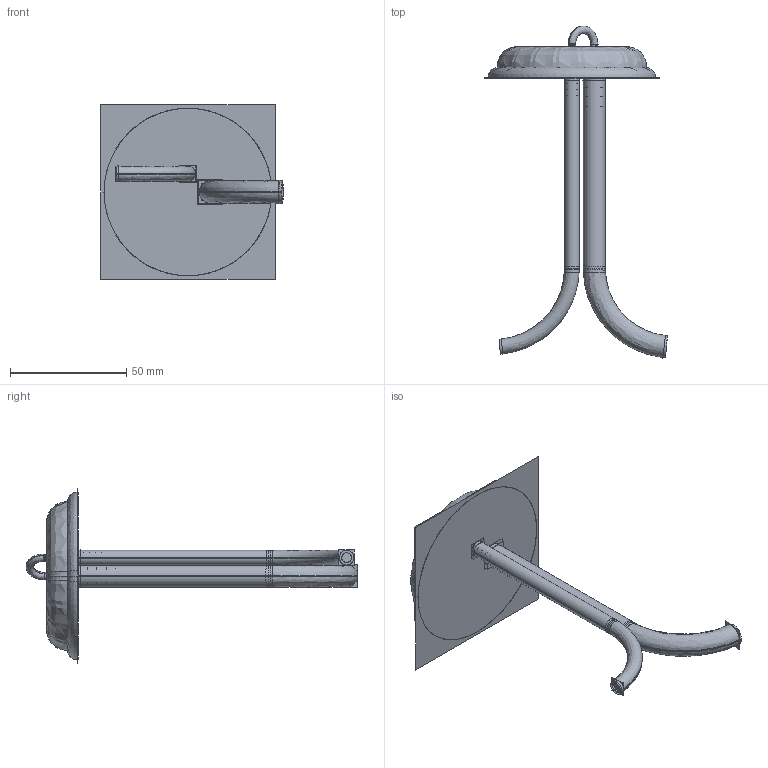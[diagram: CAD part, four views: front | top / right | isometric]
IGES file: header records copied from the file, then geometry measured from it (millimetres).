
Start section:  PTC IGES file: 6-028_asm.igs
Global section: file name: 6-028_asm.igs; native system: Creo Parametric by PTC Inc.; preprocessor: 2023134; author: SwamiS; organization: Unknown; date: 20250421.202108; units: inch
Bounding box: 78.61 x 142.81 x 75.07 mm (x, y, z)
Surface area: 66456.8 mm2 (no closed solid volume)
Topology: 0 solids, 0 shells, 386 faces, 5084 edges, 6702 vertices
Faces by surface type: revolution 240, bspline 146
